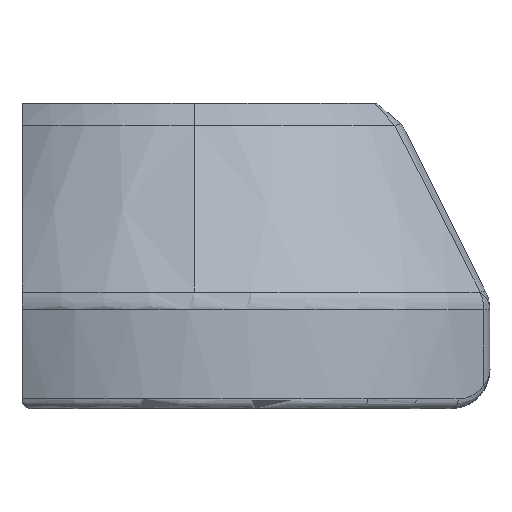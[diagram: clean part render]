
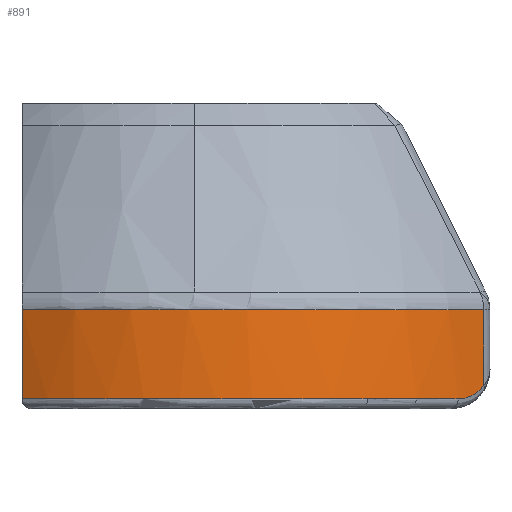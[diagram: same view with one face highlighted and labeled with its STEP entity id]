
A CAD part, front view. The second image highlights one B-rep face of the part: STEP entity #891.
In plain terms, the highlighted cylindrical face has radius 7 mm (diameter 14 mm), a partial arc.
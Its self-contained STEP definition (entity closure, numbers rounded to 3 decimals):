
#537=CARTESIAN_POINT('',(636.153,132.449,48.));
#538=VERTEX_POINT('',#537);
#549=CARTESIAN_POINT('',(627.301,130.899,48.));
#550=VERTEX_POINT('',#549);
#551=CARTESIAN_POINT('',(636.152,132.448,48.));
#552=CARTESIAN_POINT('',(635.628,131.827,48.));
#553=CARTESIAN_POINT('',(634.994,131.298,48.));
#554=CARTESIAN_POINT('',(634.29,130.893,48.));
#555=CARTESIAN_POINT('',(633.585,130.488,48.));
#556=CARTESIAN_POINT('',(632.809,130.207,48.));
#557=CARTESIAN_POINT('',(632.008,130.066,48.));
#558=CARTESIAN_POINT('',(631.207,129.926,48.));
#559=CARTESIAN_POINT('',(630.382,129.927,48.));
#560=CARTESIAN_POINT('',(629.581,130.069,48.));
#561=CARTESIAN_POINT('',(628.781,130.21,48.));
#562=CARTESIAN_POINT('',(628.005,130.493,48.));
#563=CARTESIAN_POINT('',(627.301,130.899,48.));
#564=B_SPLINE_CURVE_WITH_KNOTS('',3,(#551,#552,#553,#554,#555,#556,#557,#558,#559,#560,#561,#562,#563),.UNSPECIFIED.,.F.,.F.,(4,3,3,3,4),(359.941,379.904,399.867,419.83,439.793),.UNSPECIFIED.);
#565=EDGE_CURVE('',#538,#550,#564,.T.);
#773=CARTESIAN_POINT('',(636.672,133.15,48.273));
#774=VERTEX_POINT('',#773);
#785=CARTESIAN_POINT('',(636.672,133.15,48.273));
#786=CARTESIAN_POINT('',(636.645,133.108,48.232));
#787=CARTESIAN_POINT('',(636.616,133.064,48.199));
#788=CARTESIAN_POINT('',(636.585,133.018,48.17));
#789=CARTESIAN_POINT('',(636.554,132.972,48.14));
#790=CARTESIAN_POINT('',(636.52,132.924,48.115));
#791=CARTESIAN_POINT('',(636.48,132.869,48.09));
#792=CARTESIAN_POINT('',(636.441,132.814,48.066));
#793=CARTESIAN_POINT('',(636.394,132.751,48.044));
#794=CARTESIAN_POINT('',(636.34,132.681,48.028));
#795=CARTESIAN_POINT('',(636.313,132.646,48.019));
#796=CARTESIAN_POINT('',(636.284,132.609,48.013));
#797=CARTESIAN_POINT('',(636.253,132.571,48.008));
#798=CARTESIAN_POINT('',(636.222,132.532,48.003));
#799=CARTESIAN_POINT('',(636.191,132.495,48.));
#800=CARTESIAN_POINT('',(636.152,132.448,48.));
#801=B_SPLINE_CURVE_WITH_KNOTS('',3,(#785,#786,#787,#788,#789,#790,#791,#792,#793,#794,#795,#796,#797,#798,#799,#800),.UNSPECIFIED.,.F.,.F.,(4,3,3,3,3,4),(0.,0.25,0.5,0.75,0.875,1.),.UNSPECIFIED.);
#802=EDGE_CURVE('',#774,#538,#801,.T.);
#859=CARTESIAN_POINT('',(630.801,136.962,51.));
#860=DIRECTION('',(-0.,0.,1.));
#861=DIRECTION('',(1.,0.,0.));
#862=AXIS2_PLACEMENT_3D('',#859,#860,#861);
#863=CYLINDRICAL_SURFACE('',#862,7.);
#864=ORIENTED_EDGE('',*,*,#802,.F.);
#865=CARTESIAN_POINT('',(636.672,133.15,49.811));
#866=VERTEX_POINT('',#865);
#867=CARTESIAN_POINT('',(636.672,133.15,49.811));
#868=DIRECTION('',(-0.,-0.,-1.));
#869=VECTOR('',#868,1.538);
#870=LINE('',#867,#869);
#871=EDGE_CURVE('',#866,#774,#870,.T.);
#872=ORIENTED_EDGE('',*,*,#871,.F.);
#873=CARTESIAN_POINT('',(627.301,130.899,49.811));
#874=VERTEX_POINT('',#873);
#875=CARTESIAN_POINT('',(630.801,136.962,49.811));
#876=DIRECTION('',(0.,0.,1.));
#877=DIRECTION('',(0.,1.,-0.));
#878=AXIS2_PLACEMENT_3D('',#875,#876,#877);
#879=CIRCLE('',#878,7.);
#880=EDGE_CURVE('',#874,#866,#879,.T.);
#881=ORIENTED_EDGE('',*,*,#880,.F.);
#882=CARTESIAN_POINT('',(627.301,130.899,49.811));
#883=DIRECTION('',(-0.,-0.,-1.));
#884=VECTOR('',#883,1.811);
#885=LINE('',#882,#884);
#886=EDGE_CURVE('',#874,#550,#885,.T.);
#887=ORIENTED_EDGE('',*,*,#886,.T.);
#888=ORIENTED_EDGE('',*,*,#565,.F.);
#889=EDGE_LOOP('',(#864,#872,#881,#887,#888));
#890=FACE_BOUND('',#889,.T.);
#891=ADVANCED_FACE('',(#890),#863,.T.);
